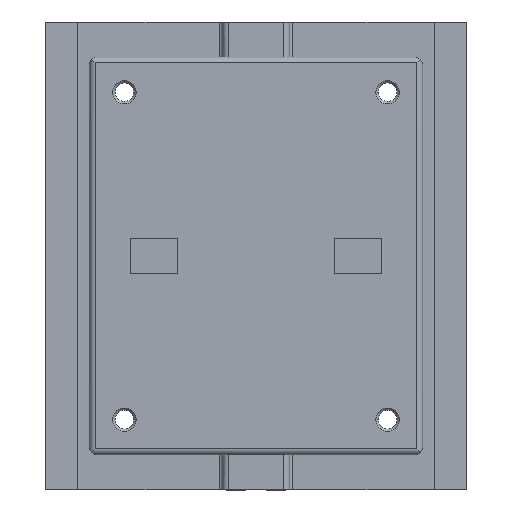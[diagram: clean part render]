
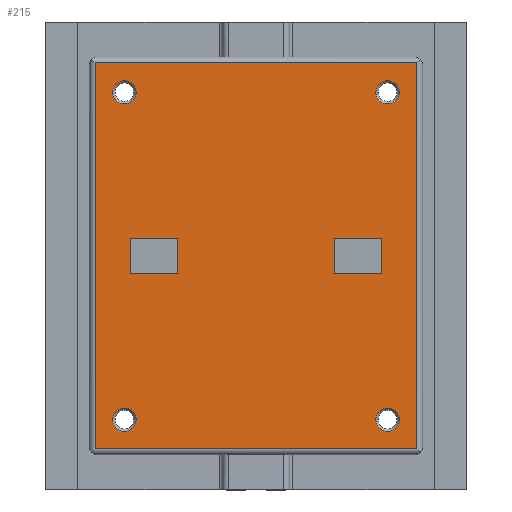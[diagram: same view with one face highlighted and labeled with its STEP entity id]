
A CAD part, top view. The second image highlights one B-rep face of the part: STEP entity #215.
In plain terms, the highlighted planar face has unit normal (0, 0, 1).
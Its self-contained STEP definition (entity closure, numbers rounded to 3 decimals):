
#215=ADVANCED_FACE('',(#508,#509,#510,#511,#512,#513,#514),#515,.T.);
#508=FACE_OUTER_BOUND('',#880,.T.);
#509=FACE_BOUND('',#881,.T.);
#510=FACE_BOUND('',#882,.T.);
#511=FACE_BOUND('',#883,.T.);
#512=FACE_BOUND('',#884,.T.);
#513=FACE_BOUND('',#885,.T.);
#514=FACE_BOUND('',#886,.T.);
#515=PLANE('',#887);
#880=EDGE_LOOP('',(#1470,#1471,#1472,#1473));
#881=EDGE_LOOP('',(#1474,#1475));
#882=EDGE_LOOP('',(#1476,#1477));
#883=EDGE_LOOP('',(#1478,#1479));
#884=EDGE_LOOP('',(#1480,#1481));
#885=EDGE_LOOP('',(#1482,#1483,#1484,#1485));
#886=EDGE_LOOP('',(#1486,#1487,#1488,#1489));
#887=AXIS2_PLACEMENT_3D('',#1490,#1491,#1492);
#1470=ORIENTED_EDGE('',*,*,#2313,.F.);
#1471=ORIENTED_EDGE('',*,*,#2405,.T.);
#1472=ORIENTED_EDGE('',*,*,#2390,.T.);
#1473=ORIENTED_EDGE('',*,*,#2400,.F.);
#1474=ORIENTED_EDGE('',*,*,#2411,.T.);
#1475=ORIENTED_EDGE('',*,*,#2253,.T.);
#1476=ORIENTED_EDGE('',*,*,#2412,.T.);
#1477=ORIENTED_EDGE('',*,*,#2266,.T.);
#1478=ORIENTED_EDGE('',*,*,#2413,.T.);
#1479=ORIENTED_EDGE('',*,*,#2279,.T.);
#1480=ORIENTED_EDGE('',*,*,#2414,.T.);
#1481=ORIENTED_EDGE('',*,*,#2292,.T.);
#1482=ORIENTED_EDGE('',*,*,#2415,.T.);
#1483=ORIENTED_EDGE('',*,*,#2416,.T.);
#1484=ORIENTED_EDGE('',*,*,#2417,.T.);
#1485=ORIENTED_EDGE('',*,*,#2418,.T.);
#1486=ORIENTED_EDGE('',*,*,#2419,.T.);
#1487=ORIENTED_EDGE('',*,*,#2420,.T.);
#1488=ORIENTED_EDGE('',*,*,#2421,.T.);
#1489=ORIENTED_EDGE('',*,*,#2422,.T.);
#1490=CARTESIAN_POINT('',(0.,0.,11.8));
#1491=DIRECTION('',(0.0,0.0,1.0));
#1492=DIRECTION('',(1.0,0.0,0.0));
#2253=EDGE_CURVE('',#2704,#2706,#2708,.T.);
#2266=EDGE_CURVE('',#2725,#2727,#2729,.T.);
#2279=EDGE_CURVE('',#2746,#2748,#2750,.T.);
#2292=EDGE_CURVE('',#2767,#2769,#2771,.T.);
#2313=EDGE_CURVE('',#2808,#2810,#2811,.T.);
#2390=EDGE_CURVE('',#2934,#2932,#2935,.T.);
#2400=EDGE_CURVE('',#2810,#2932,#2949,.T.);
#2405=EDGE_CURVE('',#2808,#2934,#2955,.T.);
#2411=EDGE_CURVE('',#2706,#2704,#2962,.T.);
#2412=EDGE_CURVE('',#2727,#2725,#2963,.T.);
#2413=EDGE_CURVE('',#2748,#2746,#2964,.T.);
#2414=EDGE_CURVE('',#2769,#2767,#2965,.T.);
#2415=EDGE_CURVE('',#2966,#2967,#2968,.T.);
#2416=EDGE_CURVE('',#2967,#2969,#2970,.T.);
#2417=EDGE_CURVE('',#2969,#2971,#2972,.T.);
#2418=EDGE_CURVE('',#2971,#2966,#2973,.T.);
#2419=EDGE_CURVE('',#2974,#2975,#2976,.T.);
#2420=EDGE_CURVE('',#2975,#2977,#2978,.T.);
#2421=EDGE_CURVE('',#2977,#2979,#2980,.T.);
#2422=EDGE_CURVE('',#2979,#2974,#2981,.T.);
#2704=VERTEX_POINT('',#3351);
#2706=VERTEX_POINT('',#3354);
#2708=CIRCLE('',#3357,2.0);
#2725=VERTEX_POINT('',#3378);
#2727=VERTEX_POINT('',#3381);
#2729=CIRCLE('',#3384,2.0);
#2746=VERTEX_POINT('',#3405);
#2748=VERTEX_POINT('',#3408);
#2750=CIRCLE('',#3411,2.0);
#2767=VERTEX_POINT('',#3432);
#2769=VERTEX_POINT('',#3435);
#2771=CIRCLE('',#3438,2.0);
#2808=VERTEX_POINT('',#3546);
#2810=VERTEX_POINT('',#3548);
#2811=LINE('',#3549,#3550);
#2932=VERTEX_POINT('',#3744);
#2934=VERTEX_POINT('',#3746);
#2935=LINE('',#3747,#3748);
#2949=LINE('',#3801,#3802);
#2955=LINE('',#3823,#3824);
#2962=CIRCLE('',#3834,2.0);
#2963=CIRCLE('',#3835,2.0);
#2964=CIRCLE('',#3836,2.0);
#2965=CIRCLE('',#3837,2.0);
#2966=VERTEX_POINT('',#3838);
#2967=VERTEX_POINT('',#3839);
#2968=LINE('',#3840,#3841);
#2969=VERTEX_POINT('',#3842);
#2970=LINE('',#3843,#3844);
#2971=VERTEX_POINT('',#3845);
#2972=LINE('',#3846,#3847);
#2973=LINE('',#3848,#3849);
#2974=VERTEX_POINT('',#3850);
#2975=VERTEX_POINT('',#3851);
#2976=LINE('',#3852,#3853);
#2977=VERTEX_POINT('',#3854);
#2978=LINE('',#3855,#3856);
#2979=VERTEX_POINT('',#3857);
#2980=LINE('',#3858,#3859);
#2981=LINE('',#3860,#3861);
#3351=CARTESIAN_POINT('',(-24.5,-28.0,11.8));
#3354=CARTESIAN_POINT('',(-20.5,-28.0,11.8));
#3357=AXIS2_PLACEMENT_3D('',#4337,#4338,#4339);
#3378=CARTESIAN_POINT('',(-24.5,28.0,11.8));
#3381=CARTESIAN_POINT('',(-20.5,28.0,11.8));
#3384=AXIS2_PLACEMENT_3D('',#4355,#4356,#4357);
#3405=CARTESIAN_POINT('',(20.5,-28.0,11.8));
#3408=CARTESIAN_POINT('',(24.5,-28.0,11.8));
#3411=AXIS2_PLACEMENT_3D('',#4373,#4374,#4375);
#3432=CARTESIAN_POINT('',(20.5,28.0,11.8));
#3435=CARTESIAN_POINT('',(24.5,28.0,11.8));
#3438=AXIS2_PLACEMENT_3D('',#4391,#4392,#4393);
#3546=CARTESIAN_POINT('',(27.5,-33.0,11.8));
#3548=CARTESIAN_POINT('',(-27.5,-33.0,11.8));
#3549=CARTESIAN_POINT('',(0.,-33.0,11.8));
#3550=VECTOR('',#4414,1.0);
#3744=CARTESIAN_POINT('',(-27.5,33.0,11.8));
#3746=CARTESIAN_POINT('',(27.5,33.0,11.8));
#3747=CARTESIAN_POINT('',(0.,33.0,11.8));
#3748=VECTOR('',#4520,1.0);
#3801=CARTESIAN_POINT('',(-27.5,0.0,11.8));
#3802=VECTOR('',#4529,1.0);
#3823=CARTESIAN_POINT('',(27.5,0.0,11.8));
#3824=VECTOR('',#4532,1.0);
#3834=AXIS2_PLACEMENT_3D('',#4536,#4537,#4538);
#3835=AXIS2_PLACEMENT_3D('',#4539,#4540,#4541);
#3836=AXIS2_PLACEMENT_3D('',#4542,#4543,#4544);
#3837=AXIS2_PLACEMENT_3D('',#4545,#4546,#4547);
#3838=CARTESIAN_POINT('',(21.5,-3.0,11.8));
#3839=CARTESIAN_POINT('',(13.5,-3.0,11.8));
#3840=CARTESIAN_POINT('',(8.75,-3.0,11.8));
#3841=VECTOR('',#4548,1.0);
#3842=CARTESIAN_POINT('',(13.5,3.0,11.8));
#3843=CARTESIAN_POINT('',(13.5,0.,11.8));
#3844=VECTOR('',#4549,1.0);
#3845=CARTESIAN_POINT('',(21.5,3.0,11.8));
#3846=CARTESIAN_POINT('',(8.75,3.0,11.8));
#3847=VECTOR('',#4550,1.0);
#3848=CARTESIAN_POINT('',(21.5,0.,11.8));
#3849=VECTOR('',#4551,1.0);
#3850=CARTESIAN_POINT('',(-13.5,-3.0,11.8));
#3851=CARTESIAN_POINT('',(-21.5,-3.0,11.8));
#3852=CARTESIAN_POINT('',(-8.75,-3.0,11.8));
#3853=VECTOR('',#4552,1.0);
#3854=CARTESIAN_POINT('',(-21.5,3.0,11.8));
#3855=CARTESIAN_POINT('',(-21.5,0.,11.8));
#3856=VECTOR('',#4553,1.0);
#3857=CARTESIAN_POINT('',(-13.5,3.0,11.8));
#3858=CARTESIAN_POINT('',(-8.75,3.0,11.8));
#3859=VECTOR('',#4554,1.0);
#3860=CARTESIAN_POINT('',(-13.5,0.,11.8));
#3861=VECTOR('',#4555,1.0);
#4337=CARTESIAN_POINT('',(-22.5,-28.0,11.8));
#4338=DIRECTION('',(0.0,0.0,-1.0));
#4339=DIRECTION('',(1.0,0.0,0.0));
#4355=CARTESIAN_POINT('',(-22.5,28.0,11.8));
#4356=DIRECTION('',(0.0,0.0,-1.0));
#4357=DIRECTION('',(1.0,0.0,0.0));
#4373=CARTESIAN_POINT('',(22.5,-28.0,11.8));
#4374=DIRECTION('',(0.0,0.0,-1.0));
#4375=DIRECTION('',(1.0,0.0,0.0));
#4391=CARTESIAN_POINT('',(22.5,28.0,11.8));
#4392=DIRECTION('',(0.0,0.0,-1.0));
#4393=DIRECTION('',(1.0,0.0,0.0));
#4414=DIRECTION('',(-1.0,0.0,0.0));
#4520=DIRECTION('',(-1.0,0.0,0.0));
#4529=DIRECTION('',(0.0,1.0,0.0));
#4532=DIRECTION('',(0.0,1.0,0.0));
#4536=CARTESIAN_POINT('',(-22.5,-28.0,11.8));
#4537=DIRECTION('',(0.0,0.0,-1.0));
#4538=DIRECTION('',(1.0,0.0,0.0));
#4539=CARTESIAN_POINT('',(-22.5,28.0,11.8));
#4540=DIRECTION('',(0.0,0.0,-1.0));
#4541=DIRECTION('',(1.0,0.0,0.0));
#4542=CARTESIAN_POINT('',(22.5,-28.0,11.8));
#4543=DIRECTION('',(0.0,0.0,-1.0));
#4544=DIRECTION('',(1.0,0.0,0.0));
#4545=CARTESIAN_POINT('',(22.5,28.0,11.8));
#4546=DIRECTION('',(0.0,0.0,-1.0));
#4547=DIRECTION('',(1.0,0.0,0.0));
#4548=DIRECTION('',(-1.0,0.0,0.0));
#4549=DIRECTION('',(0.0,1.0,0.0));
#4550=DIRECTION('',(1.0,0.0,-0.0));
#4551=DIRECTION('',(0.0,-1.0,0.0));
#4552=DIRECTION('',(-1.0,0.0,0.0));
#4553=DIRECTION('',(0.0,1.0,0.0));
#4554=DIRECTION('',(1.0,0.0,-0.0));
#4555=DIRECTION('',(0.0,-1.0,0.0));
